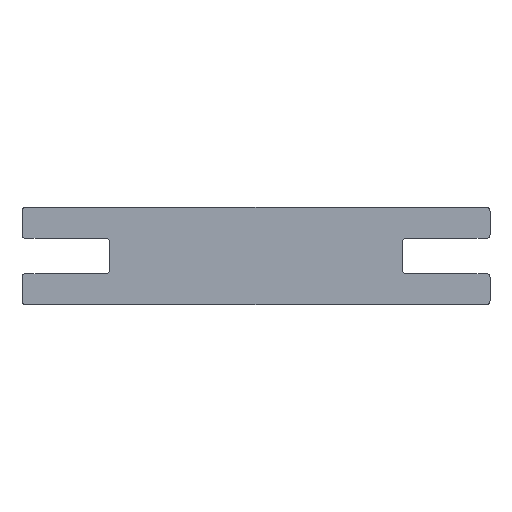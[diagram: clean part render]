
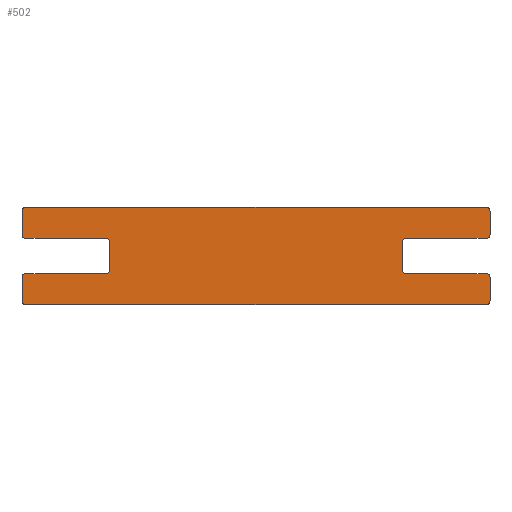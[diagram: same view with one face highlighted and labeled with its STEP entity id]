
A CAD part, top view. The second image highlights one B-rep face of the part: STEP entity #502.
In plain terms, the highlighted planar face has unit normal (0, 0, 1).
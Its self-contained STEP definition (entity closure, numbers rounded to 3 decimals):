
#28=PLANE('',#566);
#54=FACE_OUTER_BOUND('',#80,.T.);
#80=EDGE_LOOP('',(#441,#442,#443,#444,#445,#446,#447,#448,#449,#450,#451,
#452,#453,#454,#455,#456,#457,#458,#459,#460,#461,#462,#463,#464));
#85=LINE('',#732,#133);
#99=LINE('',#785,#147);
#104=LINE('',#796,#152);
#107=LINE('',#807,#155);
#113=LINE('',#822,#161);
#116=LINE('',#830,#164);
#119=LINE('',#839,#167);
#123=LINE('',#850,#171);
#125=LINE('',#856,#173);
#126=LINE('',#858,#174);
#127=LINE('',#860,#175);
#128=LINE('',#862,#176);
#133=VECTOR('',#581,10.);
#147=VECTOR('',#625,10.);
#152=VECTOR('',#636,10.);
#155=VECTOR('',#649,10.);
#161=VECTOR('',#665,10.);
#164=VECTOR('',#674,10.);
#167=VECTOR('',#683,10.);
#171=VECTOR('',#697,10.);
#173=VECTOR('',#705,10.);
#174=VECTOR('',#708,10.);
#175=VECTOR('',#711,10.);
#176=VECTOR('',#714,10.);
#177=CIRCLE('',#518,1.);
#190=CIRCLE('',#534,1.);
#191=CIRCLE('',#537,1.);
#192=CIRCLE('',#540,1.);
#193=CIRCLE('',#542,1.);
#194=CIRCLE('',#545,1.);
#195=CIRCLE('',#547,1.);
#196=CIRCLE('',#550,1.);
#197=CIRCLE('',#553,1.);
#198=CIRCLE('',#556,1.);
#199=CIRCLE('',#558,1.);
#200=CIRCLE('',#561,1.);
#201=VERTEX_POINT('',#719);
#202=VERTEX_POINT('',#720);
#206=VERTEX_POINT('',#730);
#228=VERTEX_POINT('',#778);
#229=VERTEX_POINT('',#779);
#230=VERTEX_POINT('',#784);
#231=VERTEX_POINT('',#788);
#232=VERTEX_POINT('',#790);
#233=VERTEX_POINT('',#794);
#234=VERTEX_POINT('',#800);
#235=VERTEX_POINT('',#801);
#236=VERTEX_POINT('',#806);
#237=VERTEX_POINT('',#810);
#238=VERTEX_POINT('',#814);
#239=VERTEX_POINT('',#816);
#240=VERTEX_POINT('',#820);
#241=VERTEX_POINT('',#824);
#242=VERTEX_POINT('',#826);
#243=VERTEX_POINT('',#832);
#244=VERTEX_POINT('',#833);
#245=VERTEX_POINT('',#838);
#246=VERTEX_POINT('',#844);
#247=VERTEX_POINT('',#845);
#248=VERTEX_POINT('',#852);
#249=EDGE_CURVE('',#201,#202,#177,.T.);
#255=EDGE_CURVE('',#201,#206,#85,.T.);
#278=EDGE_CURVE('',#228,#229,#190,.T.);
#281=EDGE_CURVE('',#230,#229,#99,.T.);
#284=EDGE_CURVE('',#231,#232,#191,.T.);
#287=EDGE_CURVE('',#231,#233,#104,.T.);
#288=EDGE_CURVE('',#230,#233,#192,.T.);
#289=EDGE_CURVE('',#234,#235,#193,.T.);
#292=EDGE_CURVE('',#236,#235,#107,.T.);
#294=EDGE_CURVE('',#236,#237,#194,.T.);
#297=EDGE_CURVE('',#238,#239,#195,.T.);
#300=EDGE_CURVE('',#238,#240,#113,.T.);
#302=EDGE_CURVE('',#241,#242,#196,.T.);
#304=EDGE_CURVE('',#241,#239,#116,.T.);
#305=EDGE_CURVE('',#243,#244,#197,.T.);
#308=EDGE_CURVE('',#245,#244,#119,.T.);
#310=EDGE_CURVE('',#245,#240,#198,.T.);
#311=EDGE_CURVE('',#246,#247,#199,.T.);
#314=EDGE_CURVE('',#246,#242,#123,.T.);
#315=EDGE_CURVE('',#248,#206,#200,.T.);
#317=EDGE_CURVE('',#248,#247,#125,.T.);
#318=EDGE_CURVE('',#228,#202,#126,.T.);
#319=EDGE_CURVE('',#234,#232,#127,.T.);
#320=EDGE_CURVE('',#243,#237,#128,.T.);
#441=ORIENTED_EDGE('',*,*,#249,.F.);
#442=ORIENTED_EDGE('',*,*,#255,.T.);
#443=ORIENTED_EDGE('',*,*,#315,.F.);
#444=ORIENTED_EDGE('',*,*,#317,.T.);
#445=ORIENTED_EDGE('',*,*,#311,.F.);
#446=ORIENTED_EDGE('',*,*,#314,.T.);
#447=ORIENTED_EDGE('',*,*,#302,.F.);
#448=ORIENTED_EDGE('',*,*,#304,.T.);
#449=ORIENTED_EDGE('',*,*,#297,.F.);
#450=ORIENTED_EDGE('',*,*,#300,.T.);
#451=ORIENTED_EDGE('',*,*,#310,.F.);
#452=ORIENTED_EDGE('',*,*,#308,.T.);
#453=ORIENTED_EDGE('',*,*,#305,.F.);
#454=ORIENTED_EDGE('',*,*,#320,.T.);
#455=ORIENTED_EDGE('',*,*,#294,.F.);
#456=ORIENTED_EDGE('',*,*,#292,.T.);
#457=ORIENTED_EDGE('',*,*,#289,.F.);
#458=ORIENTED_EDGE('',*,*,#319,.T.);
#459=ORIENTED_EDGE('',*,*,#284,.F.);
#460=ORIENTED_EDGE('',*,*,#287,.T.);
#461=ORIENTED_EDGE('',*,*,#288,.F.);
#462=ORIENTED_EDGE('',*,*,#281,.T.);
#463=ORIENTED_EDGE('',*,*,#278,.F.);
#464=ORIENTED_EDGE('',*,*,#318,.T.);
#502=ADVANCED_FACE('',(#54),#28,.T.);
#518=AXIS2_PLACEMENT_3D('',#721,#571,#572);
#534=AXIS2_PLACEMENT_3D('',#780,#619,#620);
#537=AXIS2_PLACEMENT_3D('',#791,#630,#631);
#540=AXIS2_PLACEMENT_3D('',#798,#639,#640);
#542=AXIS2_PLACEMENT_3D('',#802,#643,#644);
#545=AXIS2_PLACEMENT_3D('',#811,#653,#654);
#547=AXIS2_PLACEMENT_3D('',#817,#659,#660);
#550=AXIS2_PLACEMENT_3D('',#827,#669,#670);
#553=AXIS2_PLACEMENT_3D('',#834,#677,#678);
#556=AXIS2_PLACEMENT_3D('',#842,#687,#688);
#558=AXIS2_PLACEMENT_3D('',#846,#691,#692);
#561=AXIS2_PLACEMENT_3D('',#853,#700,#701);
#566=AXIS2_PLACEMENT_3D('',#863,#715,#716);
#571=DIRECTION('center_axis',(0.,0.,-1.));
#572=DIRECTION('ref_axis',(0.707,0.707,0.));
#581=DIRECTION('',(-1.,0.,0.));
#619=DIRECTION('center_axis',(0.,0.,-1.));
#620=DIRECTION('ref_axis',(0.707,-0.707,0.));
#625=DIRECTION('',(1.,0.,0.));
#630=DIRECTION('center_axis',(0.,0.,1.));
#631=DIRECTION('ref_axis',(-0.707,-0.707,0.));
#636=DIRECTION('',(0.,1.,0.));
#639=DIRECTION('center_axis',(0.,0.,1.));
#640=DIRECTION('ref_axis',(-0.707,0.707,0.));
#643=DIRECTION('center_axis',(0.,0.,-1.));
#644=DIRECTION('ref_axis',(0.707,0.707,0.));
#649=DIRECTION('',(0.,1.,0.));
#653=DIRECTION('center_axis',(0.,0.,-1.));
#654=DIRECTION('ref_axis',(0.707,-0.707,0.));
#659=DIRECTION('center_axis',(0.,0.,1.));
#660=DIRECTION('ref_axis',(0.707,-0.707,0.));
#665=DIRECTION('',(-1.,0.,0.));
#669=DIRECTION('center_axis',(0.,0.,1.));
#670=DIRECTION('ref_axis',(0.707,0.707,0.));
#674=DIRECTION('',(0.,-1.,0.));
#677=DIRECTION('center_axis',(0.,0.,-1.));
#678=DIRECTION('ref_axis',(-0.707,-0.707,0.));
#683=DIRECTION('',(0.,-1.,0.));
#687=DIRECTION('center_axis',(0.,0.,-1.));
#688=DIRECTION('ref_axis',(-0.707,0.707,0.));
#691=DIRECTION('center_axis',(0.,0.,-1.));
#692=DIRECTION('ref_axis',(-0.707,-0.707,0.));
#697=DIRECTION('',(1.,0.,0.));
#700=DIRECTION('center_axis',(0.,0.,-1.));
#701=DIRECTION('ref_axis',(-0.707,0.707,0.));
#705=DIRECTION('',(0.,-1.,0.));
#708=DIRECTION('',(0.,1.,0.));
#711=DIRECTION('',(-1.,0.,0.));
#714=DIRECTION('',(1.,0.,0.));
#715=DIRECTION('center_axis',(0.,0.,1.));
#716=DIRECTION('ref_axis',(1.,0.,0.));
#719=CARTESIAN_POINT('',(59.,12.5,2.));
#720=CARTESIAN_POINT('',(60.,11.5,2.));
#721=CARTESIAN_POINT('Origin',(59.,11.5,2.));
#730=CARTESIAN_POINT('',(-59.,12.5,2.));
#732=CARTESIAN_POINT('',(-60.,12.5,2.));
#778=CARTESIAN_POINT('',(60.,5.5,2.));
#779=CARTESIAN_POINT('',(59.,4.5,2.));
#780=CARTESIAN_POINT('Origin',(59.,5.5,2.));
#784=CARTESIAN_POINT('',(38.5,4.5,2.));
#785=CARTESIAN_POINT('',(60.,4.5,2.));
#788=CARTESIAN_POINT('',(37.5,-3.5,2.));
#790=CARTESIAN_POINT('',(38.5,-4.5,2.));
#791=CARTESIAN_POINT('Origin',(38.5,-3.5,2.));
#794=CARTESIAN_POINT('',(37.5,3.5,2.));
#796=CARTESIAN_POINT('',(37.5,4.5,2.));
#798=CARTESIAN_POINT('Origin',(38.5,3.5,2.));
#800=CARTESIAN_POINT('',(59.,-4.5,2.));
#801=CARTESIAN_POINT('',(60.,-5.5,2.));
#802=CARTESIAN_POINT('Origin',(59.,-5.5,2.));
#806=CARTESIAN_POINT('',(60.,-11.5,2.));
#807=CARTESIAN_POINT('',(60.,-4.5,2.));
#810=CARTESIAN_POINT('',(59.,-12.5,2.));
#811=CARTESIAN_POINT('Origin',(59.,-11.5,2.));
#814=CARTESIAN_POINT('',(-38.5,-4.5,2.));
#816=CARTESIAN_POINT('',(-37.5,-3.5,2.));
#817=CARTESIAN_POINT('Origin',(-38.5,-3.5,2.));
#820=CARTESIAN_POINT('',(-59.,-4.5,2.));
#822=CARTESIAN_POINT('',(-60.,-4.5,2.));
#824=CARTESIAN_POINT('',(-37.5,3.5,2.));
#826=CARTESIAN_POINT('',(-38.5,4.5,2.));
#827=CARTESIAN_POINT('Origin',(-38.5,3.5,2.));
#830=CARTESIAN_POINT('',(-37.5,-4.5,2.));
#832=CARTESIAN_POINT('',(-59.,-12.5,2.));
#833=CARTESIAN_POINT('',(-60.,-11.5,2.));
#834=CARTESIAN_POINT('Origin',(-59.,-11.5,2.));
#838=CARTESIAN_POINT('',(-60.,-5.5,2.));
#839=CARTESIAN_POINT('',(-60.,-12.5,2.));
#842=CARTESIAN_POINT('Origin',(-59.,-5.5,2.));
#844=CARTESIAN_POINT('',(-59.,4.5,2.));
#845=CARTESIAN_POINT('',(-60.,5.5,2.));
#846=CARTESIAN_POINT('Origin',(-59.,5.5,2.));
#850=CARTESIAN_POINT('',(60.,4.5,2.));
#852=CARTESIAN_POINT('',(-60.,11.5,2.));
#853=CARTESIAN_POINT('Origin',(-59.,11.5,2.));
#856=CARTESIAN_POINT('',(-60.,4.5,2.));
#858=CARTESIAN_POINT('',(60.,12.5,2.));
#860=CARTESIAN_POINT('',(-60.,-4.5,2.));
#862=CARTESIAN_POINT('',(60.,-12.5,2.));
#863=CARTESIAN_POINT('Origin',(0.,0.,2.));
